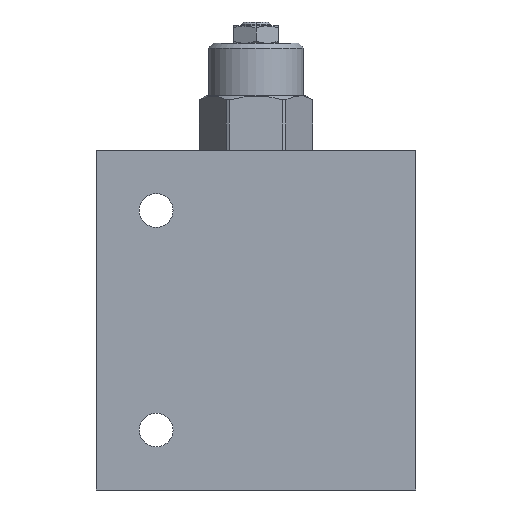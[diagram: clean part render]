
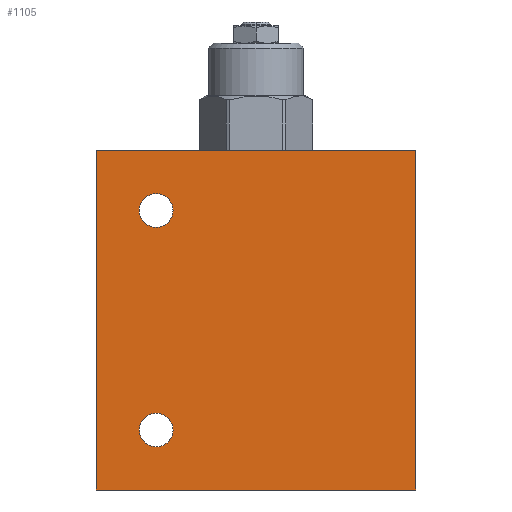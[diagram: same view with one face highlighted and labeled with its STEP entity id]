
A CAD part, left-side view. The second image highlights one B-rep face of the part: STEP entity #1105.
In plain terms, the highlighted planar face has unit normal (-1, 0, 0).
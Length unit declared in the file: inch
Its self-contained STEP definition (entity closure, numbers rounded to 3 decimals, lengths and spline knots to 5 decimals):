
#1=DIRECTION('',(0.,-1.,0.));
#2=VECTOR('',#1,4.);
#3=CARTESIAN_POINT('',(0.,0.,0.));
#4=LINE('',#3,#2);
#27=DIRECTION('',(0.,0.,1.));
#28=VECTOR('',#27,4.25);
#29=CARTESIAN_POINT('',(0.,0.,0.));
#30=LINE('',#29,#28);
#31=CARTESIAN_POINT('',(0.,-0.75,3.5));
#32=DIRECTION('',(1.,0.,0.));
#33=DIRECTION('',(0.,0.,-1.));
#34=AXIS2_PLACEMENT_3D('',#31,#32,#33);
#36=CARTESIAN_POINT('',(0.,-0.75,3.5));
#37=DIRECTION('',(1.,0.,0.));
#38=DIRECTION('',(0.,0.,1.));
#39=AXIS2_PLACEMENT_3D('',#36,#37,#38);
#41=CARTESIAN_POINT('',(0.,-0.75,0.75));
#42=DIRECTION('',(1.,0.,0.));
#43=DIRECTION('',(0.,0.,-1.));
#44=AXIS2_PLACEMENT_3D('',#41,#42,#43);
#46=CARTESIAN_POINT('',(0.,-0.75,0.75));
#47=DIRECTION('',(1.,0.,0.));
#48=DIRECTION('',(0.,0.,1.));
#49=AXIS2_PLACEMENT_3D('',#46,#47,#48);
#89=DIRECTION('',(0.,0.,1.));
#90=VECTOR('',#89,4.25);
#91=CARTESIAN_POINT('',(0.,-4.,0.));
#92=LINE('',#91,#90);
#103=DIRECTION('',(0.,-1.,0.));
#104=VECTOR('',#103,4.);
#105=CARTESIAN_POINT('',(0.,0.,4.25));
#106=LINE('',#105,#104);
#885=CARTESIAN_POINT('',(0.,0.,0.));
#886=CARTESIAN_POINT('',(0.,-4.,0.));
#887=VERTEX_POINT('',#885);
#888=VERTEX_POINT('',#886);
#893=CARTESIAN_POINT('',(0.,0.,4.25));
#894=CARTESIAN_POINT('',(0.,-4.,4.25));
#895=VERTEX_POINT('',#893);
#896=VERTEX_POINT('',#894);
#987=CARTESIAN_POINT('',(0.,-0.75,3.289));
#988=CARTESIAN_POINT('',(0.,-0.75,3.711));
#989=VERTEX_POINT('',#987);
#990=VERTEX_POINT('',#988);
#995=CARTESIAN_POINT('',(0.,-0.75,0.539));
#996=CARTESIAN_POINT('',(0.,-0.75,0.961));
#997=VERTEX_POINT('',#995);
#998=VERTEX_POINT('',#996);
#1079=CARTESIAN_POINT('',(0.,0.,0.));
#1080=DIRECTION('',(-1.,0.,0.));
#1081=DIRECTION('',(0.,-1.,0.));
#1082=AXIS2_PLACEMENT_3D('',#1079,#1080,#1081);
#1083=PLANE('',#1082);
#1084=ORIENTED_EDGE('',*,*,#1062,.F.);
#1086=ORIENTED_EDGE('',*,*,#1085,.T.);
#1088=ORIENTED_EDGE('',*,*,#1087,.T.);
#1090=ORIENTED_EDGE('',*,*,#1089,.F.);
#1091=EDGE_LOOP('',(#1084,#1086,#1088,#1090));
#1092=FACE_OUTER_BOUND('',#1091,.F.);
#1094=ORIENTED_EDGE('',*,*,#1093,.F.);
#1096=ORIENTED_EDGE('',*,*,#1095,.F.);
#1097=EDGE_LOOP('',(#1094,#1096));
#1098=FACE_BOUND('',#1097,.F.);
#1100=ORIENTED_EDGE('',*,*,#1099,.F.);
#1102=ORIENTED_EDGE('',*,*,#1101,.F.);
#1103=EDGE_LOOP('',(#1100,#1102));
#1104=FACE_BOUND('',#1103,.F.);
#1105=ADVANCED_FACE('',(#1092,#1098,#1104),#1083,.T.);
#35=CIRCLE('',#34,0.211);
#40=CIRCLE('',#39,0.211);
#45=CIRCLE('',#44,0.211);
#50=CIRCLE('',#49,0.211);
#1062=EDGE_CURVE('',#887,#888,#4,.T.);
#1085=EDGE_CURVE('',#887,#895,#30,.T.);
#1087=EDGE_CURVE('',#895,#896,#106,.T.);
#1089=EDGE_CURVE('',#888,#896,#92,.T.);
#1093=EDGE_CURVE('',#989,#990,#35,.T.);
#1095=EDGE_CURVE('',#990,#989,#40,.T.);
#1099=EDGE_CURVE('',#997,#998,#45,.T.);
#1101=EDGE_CURVE('',#998,#997,#50,.T.);
